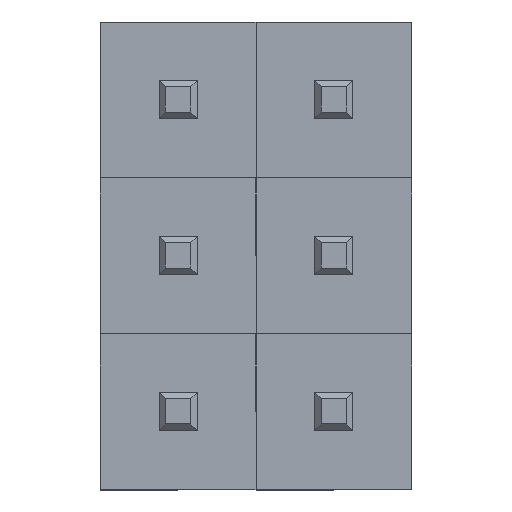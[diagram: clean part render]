
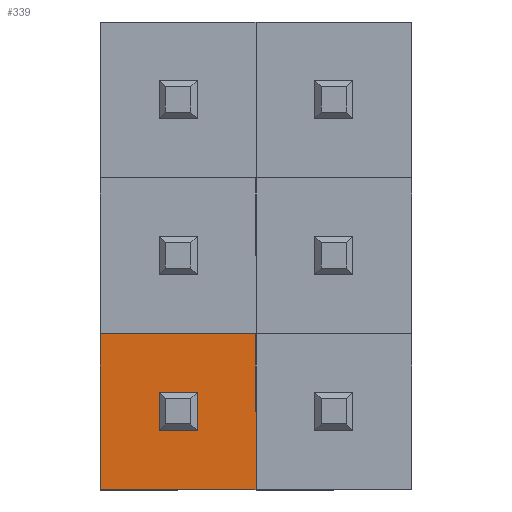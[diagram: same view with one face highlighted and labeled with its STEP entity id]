
A CAD part, top view. The second image highlights one B-rep face of the part: STEP entity #339.
In plain terms, the highlighted face is planar.
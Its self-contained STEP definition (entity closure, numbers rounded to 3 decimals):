
#339=ADVANCED_FACE('',(#538,#540),#542,.T.);
#538=FACE_BOUND('',#539,.T.);
#539=EDGE_LOOP('',(#685,#686,#687,#688));
#540=FACE_BOUND('',#541,.T.);
#541=EDGE_LOOP('',(#689,#690,#691,#692));
#542=PLANE('',#543);
#543=AXIS2_PLACEMENT_3D('',#544,#545,#546);
#544=CARTESIAN_POINT('',(0.,2.6,0.));
#545=DIRECTION('',(-0.,1.,0.));
#546=DIRECTION('',(1.,0.,0.));
#685=ORIENTED_EDGE('',*,*,#768,.T.);
#686=ORIENTED_EDGE('',*,*,#766,.T.);
#687=ORIENTED_EDGE('',*,*,#764,.T.);
#688=ORIENTED_EDGE('',*,*,#762,.T.);
#689=ORIENTED_EDGE('',*,*,#773,.F.);
#690=ORIENTED_EDGE('',*,*,#774,.F.);
#691=ORIENTED_EDGE('',*,*,#775,.F.);
#692=ORIENTED_EDGE('',*,*,#776,.F.);
#762=EDGE_CURVE('',#827,#825,#828,.T.);
#764=EDGE_CURVE('',#830,#827,#831,.T.);
#766=EDGE_CURVE('',#833,#830,#834,.T.);
#768=EDGE_CURVE('',#825,#833,#836,.T.);
#773=EDGE_CURVE('',#845,#846,#847,.T.);
#774=EDGE_CURVE('',#848,#845,#849,.T.);
#775=EDGE_CURVE('',#850,#848,#851,.T.);
#776=EDGE_CURVE('',#846,#850,#852,.T.);
#825=VERTEX_POINT('',#941);
#827=VERTEX_POINT('',#945);
#828=LINE('',#946,#947);
#830=VERTEX_POINT('',#952);
#831=LINE('',#953,#954);
#833=VERTEX_POINT('',#959);
#834=LINE('',#960,#961);
#836=LINE('',#966,#967);
#845=VERTEX_POINT('',#985);
#846=VERTEX_POINT('',#986);
#847=LINE('',#987,#988);
#848=VERTEX_POINT('',#990);
#849=LINE('',#991,#992);
#850=VERTEX_POINT('',#994);
#851=LINE('',#995,#996);
#852=LINE('',#998,#999);
#941=CARTESIAN_POINT('',(0.,2.6,-2.54));
#945=CARTESIAN_POINT('',(2.54,2.6,-2.54));
#946=CARTESIAN_POINT('',(2.54,2.6,-2.54));
#947=VECTOR('',#948,1.);
#948=DIRECTION('',(-1.,0.,0.));
#952=CARTESIAN_POINT('',(2.54,2.6,0.));
#953=CARTESIAN_POINT('',(2.54,2.6,0.));
#954=VECTOR('',#955,1.);
#955=DIRECTION('',(0.,0.,-1.));
#959=CARTESIAN_POINT('',(0.,2.6,0.));
#960=CARTESIAN_POINT('',(0.,2.6,0.));
#961=VECTOR('',#962,1.);
#962=DIRECTION('',(1.,0.,0.));
#966=CARTESIAN_POINT('',(0.,2.6,-2.54));
#967=VECTOR('',#968,1.);
#968=DIRECTION('',(0.,0.,1.));
#985=CARTESIAN_POINT('',(0.96,2.6,-1.58));
#986=CARTESIAN_POINT('',(0.96,2.6,-0.96));
#987=CARTESIAN_POINT('',(0.96,2.6,-1.58));
#988=VECTOR('',#989,1.);
#989=DIRECTION('',(0.,0.,1.));
#990=CARTESIAN_POINT('',(1.58,2.6,-1.58));
#991=CARTESIAN_POINT('',(1.58,2.6,-1.58));
#992=VECTOR('',#993,1.);
#993=DIRECTION('',(-1.,0.,0.));
#994=CARTESIAN_POINT('',(1.58,2.6,-0.96));
#995=CARTESIAN_POINT('',(1.58,2.6,-0.96));
#996=VECTOR('',#997,1.);
#997=DIRECTION('',(0.,0.,-1.));
#998=CARTESIAN_POINT('',(0.96,2.6,-0.96));
#999=VECTOR('',#1000,1.);
#1000=DIRECTION('',(1.,0.,0.));
